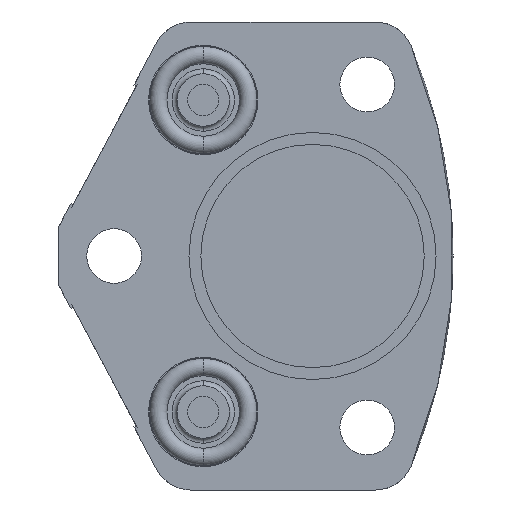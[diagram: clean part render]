
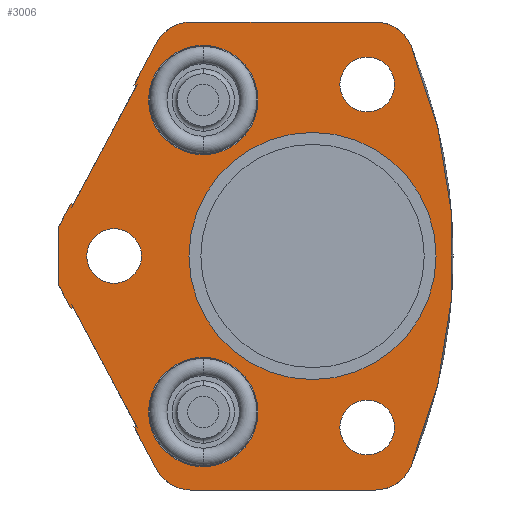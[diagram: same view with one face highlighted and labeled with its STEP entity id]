
A CAD part, front view. The second image highlights one B-rep face of the part: STEP entity #3006.
In plain terms, the highlighted planar face has unit normal (0, -1, 0).
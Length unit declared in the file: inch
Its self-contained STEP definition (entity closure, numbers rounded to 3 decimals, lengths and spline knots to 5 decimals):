
#233=CARTESIAN_POINT('',(0.,0.,0.));
#234=DIRECTION('',(0.,-1.,0.));
#235=DIRECTION('',(1.,0.,0.));
#236=AXIS2_PLACEMENT_3D('',#233,#234,#235);
#241=CARTESIAN_POINT('',(0.,0.,0.));
#242=DIRECTION('',(0.,1.,0.));
#243=DIRECTION('',(1.,0.,0.));
#244=AXIS2_PLACEMENT_3D('',#241,#242,#243);
#249=CARTESIAN_POINT('',(0.219,0.,0.687));
#250=DIRECTION('',(0.,-1.,0.));
#251=DIRECTION('',(1.,0.,0.));
#252=AXIS2_PLACEMENT_3D('',#249,#250,#251);
#257=CARTESIAN_POINT('',(0.219,0.,0.687));
#258=DIRECTION('',(0.,-1.,0.));
#259=DIRECTION('',(-1.,0.,0.));
#260=AXIS2_PLACEMENT_3D('',#257,#258,#259);
#265=CARTESIAN_POINT('',(0.219,0.,-0.687));
#266=DIRECTION('',(0.,-1.,0.));
#267=DIRECTION('',(1.,0.,0.));
#268=AXIS2_PLACEMENT_3D('',#265,#266,#267);
#273=CARTESIAN_POINT('',(0.219,0.,-0.687));
#274=DIRECTION('',(0.,-1.,0.));
#275=DIRECTION('',(-1.,0.,0.));
#276=AXIS2_PLACEMENT_3D('',#273,#274,#275);
#281=CARTESIAN_POINT('',(-0.795,0.,0.));
#282=DIRECTION('',(0.,-1.,0.));
#283=DIRECTION('',(1.,0.,0.));
#284=AXIS2_PLACEMENT_3D('',#281,#282,#283);
#289=CARTESIAN_POINT('',(-0.795,0.,0.));
#290=DIRECTION('',(0.,-1.,0.));
#291=DIRECTION('',(-1.,0.,0.));
#292=AXIS2_PLACEMENT_3D('',#289,#290,#291);
#297=DIRECTION('',(-0.469,0.,-0.883));
#298=VECTOR('',#297,0.53735);
#299=CARTESIAN_POINT('',(-0.70648,0.,0.67994));
#300=LINE('',#299,#298);
#304=DIRECTION('',(0.883,0.,-0.469));
#305=VECTOR('',#304,0.01);
#306=CARTESIAN_POINT('',(-0.71531,0.,0.68463));
#307=LINE('',#306,#305);
#311=DIRECTION('',(0.469,0.,0.883));
#312=VECTOR('',#311,0.19265);
#313=CARTESIAN_POINT('',(-0.71531,0.,0.68463));
#314=LINE('',#313,#312);
#318=DIRECTION('',(1.,0.,0.));
#319=VECTOR('',#318,0.73784);
#320=CARTESIAN_POINT('',(-0.48713,0.,0.9375));
#321=LINE('',#320,#319);
#325=CARTESIAN_POINT('',(-1.625,0.,0.));
#326=DIRECTION('',(0.,-1.,0.));
#327=DIRECTION('',(0.923,0.,-0.385));
#328=AXIS2_PLACEMENT_3D('',#325,#326,#327);
#333=DIRECTION('',(-1.,0.,0.));
#334=VECTOR('',#333,0.73784);
#335=CARTESIAN_POINT('',(0.25071,0.,-0.9375));
#336=LINE('',#335,#334);
#340=DIRECTION('',(0.469,0.,-0.883));
#341=VECTOR('',#340,0.19265);
#342=CARTESIAN_POINT('',(-0.71531,0.,-0.68463));
#343=LINE('',#342,#341);
#347=DIRECTION('',(0.883,0.,0.469));
#348=VECTOR('',#347,0.01);
#349=CARTESIAN_POINT('',(-0.71531,0.,-0.68463));
#350=LINE('',#349,#348);
#354=DIRECTION('',(0.469,0.,-0.883));
#355=VECTOR('',#354,0.53735);
#356=CARTESIAN_POINT('',(-0.95876,0.,-0.20548));
#357=LINE('',#356,#355);
#361=DIRECTION('',(0.883,0.,0.469));
#362=VECTOR('',#361,0.01);
#363=CARTESIAN_POINT('',(-0.96759,0.,-0.21018));
#364=LINE('',#363,#362);
#368=DIRECTION('',(0.469,0.,-0.883));
#369=VECTOR('',#368,0.10313);
#370=CARTESIAN_POINT('',(-1.016,0.,-0.11912));
#371=LINE('',#370,#369);
#375=DIRECTION('',(0.,0.,-1.));
#376=VECTOR('',#375,0.23825);
#377=CARTESIAN_POINT('',(-1.016,0.,0.11912));
#378=LINE('',#377,#376);
#382=DIRECTION('',(0.469,0.,0.883));
#383=VECTOR('',#382,0.10313);
#384=CARTESIAN_POINT('',(-1.016,0.,0.11912));
#385=LINE('',#384,#383);
#389=DIRECTION('',(0.883,0.,-0.469));
#390=VECTOR('',#389,0.01);
#391=CARTESIAN_POINT('',(-0.96759,0.,0.21018));
#392=LINE('',#391,#390);
#396=CARTESIAN_POINT('',(-0.438,0.,-0.625));
#397=DIRECTION('',(0.,1.,0.));
#398=DIRECTION('',(-1.,0.,0.));
#399=AXIS2_PLACEMENT_3D('',#396,#397,#398);
#404=CARTESIAN_POINT('',(-0.438,0.,-0.625));
#405=DIRECTION('',(0.,1.,0.));
#406=DIRECTION('',(1.,0.,0.));
#407=AXIS2_PLACEMENT_3D('',#404,#405,#406);
#412=CARTESIAN_POINT('',(-0.438,0.,0.625));
#413=DIRECTION('',(0.,1.,0.));
#414=DIRECTION('',(-1.,0.,0.));
#415=AXIS2_PLACEMENT_3D('',#412,#413,#414);
#420=CARTESIAN_POINT('',(-0.438,0.,0.625));
#421=DIRECTION('',(0.,1.,0.));
#422=DIRECTION('',(1.,0.,0.));
#423=AXIS2_PLACEMENT_3D('',#420,#421,#422);
#1074=CARTESIAN_POINT('',(-0.48713,0.,-0.7815));
#1075=DIRECTION('',(0.,-1.,0.));
#1076=DIRECTION('',(-0.883,0.,-0.469));
#1077=AXIS2_PLACEMENT_3D('',#1074,#1075,#1076);
#1110=CARTESIAN_POINT('',(0.25071,0.,-0.7815));
#1111=DIRECTION('',(0.,-1.,0.));
#1112=DIRECTION('',(0.,0.,-1.));
#1113=AXIS2_PLACEMENT_3D('',#1110,#1111,#1112);
#1132=CARTESIAN_POINT('',(0.25071,0.,0.7815));
#1133=DIRECTION('',(0.,-1.,0.));
#1134=DIRECTION('',(0.923,0.,0.385));
#1135=AXIS2_PLACEMENT_3D('',#1132,#1133,#1134);
#1168=CARTESIAN_POINT('',(-0.48713,0.,0.7815));
#1169=DIRECTION('',(0.,-1.,0.));
#1170=DIRECTION('',(0.,0.,1.));
#1171=AXIS2_PLACEMENT_3D('',#1168,#1169,#1170);
#2455=CARTESIAN_POINT('',(0.495,0.,0.));
#2457=VERTEX_POINT('',#2455);
#2459=CARTESIAN_POINT('',(-0.495,0.,0.));
#2461=VERTEX_POINT('',#2459);
#2462=CARTESIAN_POINT('',(-1.016,0.,0.11912));
#2463=CARTESIAN_POINT('',(-1.016,0.,-0.11912));
#2464=VERTEX_POINT('',#2462);
#2465=VERTEX_POINT('',#2463);
#2466=CARTESIAN_POINT('',(0.3285,0.,0.687));
#2467=CARTESIAN_POINT('',(0.1095,0.,0.687));
#2468=VERTEX_POINT('',#2466);
#2469=VERTEX_POINT('',#2467);
#2500=CARTESIAN_POINT('',(-0.95876,0.,-0.20548));
#2501=CARTESIAN_POINT('',(-0.70648,0.,-0.67994));
#2502=VERTEX_POINT('',#2500);
#2503=VERTEX_POINT('',#2501);
#2504=CARTESIAN_POINT('',(-0.96759,0.,-0.21018));
#2505=VERTEX_POINT('',#2504);
#2506=CARTESIAN_POINT('',(-0.71531,0.,-0.68463));
#2507=VERTEX_POINT('',#2506);
#2536=CARTESIAN_POINT('',(-0.70648,0.,0.67994));
#2537=CARTESIAN_POINT('',(-0.95876,0.,0.20548));
#2538=VERTEX_POINT('',#2536);
#2539=VERTEX_POINT('',#2537);
#2540=CARTESIAN_POINT('',(-0.71531,0.,0.68463));
#2541=VERTEX_POINT('',#2540);
#2542=CARTESIAN_POINT('',(-0.96759,0.,0.21018));
#2543=VERTEX_POINT('',#2542);
#2576=CARTESIAN_POINT('',(-0.657,0.,-0.625));
#2577=CARTESIAN_POINT('',(-0.219,0.,-0.625));
#2578=VERTEX_POINT('',#2576);
#2579=VERTEX_POINT('',#2577);
#2596=CARTESIAN_POINT('',(-0.657,0.,0.625));
#2597=CARTESIAN_POINT('',(-0.219,0.,0.625));
#2598=VERTEX_POINT('',#2596);
#2599=VERTEX_POINT('',#2597);
#2630=CARTESIAN_POINT('',(0.25071,0.,-0.9375));
#2631=CARTESIAN_POINT('',(0.39471,0.,-0.8415));
#2632=VERTEX_POINT('',#2630);
#2633=VERTEX_POINT('',#2631);
#2634=CARTESIAN_POINT('',(0.39471,0.,0.8415));
#2635=CARTESIAN_POINT('',(0.25071,0.,0.9375));
#2636=VERTEX_POINT('',#2634);
#2637=VERTEX_POINT('',#2635);
#2638=CARTESIAN_POINT('',(-0.48713,0.,0.9375));
#2639=CARTESIAN_POINT('',(-0.62487,0.,0.85474));
#2640=VERTEX_POINT('',#2638);
#2641=VERTEX_POINT('',#2639);
#2642=CARTESIAN_POINT('',(-0.62487,0.,-0.85474));
#2643=CARTESIAN_POINT('',(-0.48713,0.,-0.9375));
#2644=VERTEX_POINT('',#2642);
#2645=VERTEX_POINT('',#2643);
#2646=CARTESIAN_POINT('',(0.3285,0.,-0.687));
#2647=CARTESIAN_POINT('',(0.1095,0.,-0.687));
#2648=VERTEX_POINT('',#2646);
#2649=VERTEX_POINT('',#2647);
#2650=CARTESIAN_POINT('',(-0.6855,0.,0.));
#2651=CARTESIAN_POINT('',(-0.9045,0.,0.));
#2652=VERTEX_POINT('',#2650);
#2653=VERTEX_POINT('',#2651);
#2929=CARTESIAN_POINT('',(0.,0.,0.));
#2930=DIRECTION('',(0.,-1.,0.));
#2931=DIRECTION('',(-1.,0.,0.));
#2932=AXIS2_PLACEMENT_3D('',#2929,#2930,#2931);
#2933=PLANE('',#2932);
#2935=ORIENTED_EDGE('',*,*,#2934,.F.);
#2937=ORIENTED_EDGE('',*,*,#2936,.F.);
#2939=ORIENTED_EDGE('',*,*,#2938,.T.);
#2941=ORIENTED_EDGE('',*,*,#2940,.F.);
#2943=ORIENTED_EDGE('',*,*,#2942,.T.);
#2945=ORIENTED_EDGE('',*,*,#2944,.F.);
#2947=ORIENTED_EDGE('',*,*,#2946,.F.);
#2949=ORIENTED_EDGE('',*,*,#2948,.F.);
#2951=ORIENTED_EDGE('',*,*,#2950,.T.);
#2953=ORIENTED_EDGE('',*,*,#2952,.F.);
#2955=ORIENTED_EDGE('',*,*,#2954,.F.);
#2957=ORIENTED_EDGE('',*,*,#2956,.T.);
#2959=ORIENTED_EDGE('',*,*,#2958,.F.);
#2961=ORIENTED_EDGE('',*,*,#2960,.F.);
#2963=ORIENTED_EDGE('',*,*,#2962,.F.);
#2965=ORIENTED_EDGE('',*,*,#2964,.F.);
#2967=ORIENTED_EDGE('',*,*,#2966,.T.);
#2969=ORIENTED_EDGE('',*,*,#2968,.T.);
#2970=EDGE_LOOP('',(#2935,#2937,#2939,#2941,#2943,#2945,#2947,#2949,#2951,#2953,
#2955,#2957,#2959,#2961,#2963,#2965,#2967,#2969));
#2971=FACE_OUTER_BOUND('',#2970,.F.);
#2973=ORIENTED_EDGE('',*,*,#2972,.T.);
#2975=ORIENTED_EDGE('',*,*,#2974,.T.);
#2976=EDGE_LOOP('',(#2973,#2975));
#2977=FACE_BOUND('',#2976,.F.);
#2978=ORIENTED_EDGE('',*,*,#2909,.T.);
#2979=ORIENTED_EDGE('',*,*,#2923,.T.);
#2980=EDGE_LOOP('',(#2978,#2979));
#2981=FACE_BOUND('',#2980,.F.);
#2983=ORIENTED_EDGE('',*,*,#2982,.T.);
#2985=ORIENTED_EDGE('',*,*,#2984,.T.);
#2986=EDGE_LOOP('',(#2983,#2985));
#2987=FACE_BOUND('',#2986,.F.);
#2989=ORIENTED_EDGE('',*,*,#2988,.T.);
#2991=ORIENTED_EDGE('',*,*,#2990,.F.);
#2992=EDGE_LOOP('',(#2989,#2991));
#2993=FACE_BOUND('',#2992,.F.);
#2995=ORIENTED_EDGE('',*,*,#2994,.F.);
#2997=ORIENTED_EDGE('',*,*,#2996,.F.);
#2998=EDGE_LOOP('',(#2995,#2997));
#2999=FACE_BOUND('',#2998,.F.);
#3001=ORIENTED_EDGE('',*,*,#3000,.F.);
#3003=ORIENTED_EDGE('',*,*,#3002,.F.);
#3004=EDGE_LOOP('',(#3001,#3003));
#3005=FACE_BOUND('',#3004,.F.);
#237=CIRCLE('',#236,0.495);
#245=CIRCLE('',#244,0.495);
#253=CIRCLE('',#252,0.1095);
#261=CIRCLE('',#260,0.1095);
#269=CIRCLE('',#268,0.1095);
#277=CIRCLE('',#276,0.1095);
#285=CIRCLE('',#284,0.1095);
#293=CIRCLE('',#292,0.1095);
#329=CIRCLE('',#328,2.188);
#400=CIRCLE('',#399,0.219);
#408=CIRCLE('',#407,0.219);
#416=CIRCLE('',#415,0.219);
#424=CIRCLE('',#423,0.219);
#1078=CIRCLE('',#1077,0.156);
#1114=CIRCLE('',#1113,0.156);
#1136=CIRCLE('',#1135,0.156);
#1172=CIRCLE('',#1171,0.156);
#2909=EDGE_CURVE('',#2648,#2649,#269,.T.);
#2923=EDGE_CURVE('',#2649,#2648,#277,.T.);
#2934=EDGE_CURVE('',#2538,#2539,#300,.T.);
#2936=EDGE_CURVE('',#2541,#2538,#307,.T.);
#2938=EDGE_CURVE('',#2541,#2641,#314,.T.);
#2940=EDGE_CURVE('',#2640,#2641,#1172,.T.);
#2942=EDGE_CURVE('',#2640,#2637,#321,.T.);
#2944=EDGE_CURVE('',#2636,#2637,#1136,.T.);
#2946=EDGE_CURVE('',#2633,#2636,#329,.T.);
#2948=EDGE_CURVE('',#2632,#2633,#1114,.T.);
#2950=EDGE_CURVE('',#2632,#2645,#336,.T.);
#2952=EDGE_CURVE('',#2644,#2645,#1078,.T.);
#2954=EDGE_CURVE('',#2507,#2644,#343,.T.);
#2956=EDGE_CURVE('',#2507,#2503,#350,.T.);
#2958=EDGE_CURVE('',#2502,#2503,#357,.T.);
#2960=EDGE_CURVE('',#2505,#2502,#364,.T.);
#2962=EDGE_CURVE('',#2465,#2505,#371,.T.);
#2964=EDGE_CURVE('',#2464,#2465,#378,.T.);
#2966=EDGE_CURVE('',#2464,#2543,#385,.T.);
#2968=EDGE_CURVE('',#2543,#2539,#392,.T.);
#2972=EDGE_CURVE('',#2468,#2469,#253,.T.);
#2974=EDGE_CURVE('',#2469,#2468,#261,.T.);
#2982=EDGE_CURVE('',#2652,#2653,#285,.T.);
#2984=EDGE_CURVE('',#2653,#2652,#293,.T.);
#2988=EDGE_CURVE('',#2457,#2461,#237,.T.);
#2990=EDGE_CURVE('',#2457,#2461,#245,.T.);
#2994=EDGE_CURVE('',#2578,#2579,#400,.T.);
#2996=EDGE_CURVE('',#2579,#2578,#408,.T.);
#3000=EDGE_CURVE('',#2598,#2599,#416,.T.);
#3002=EDGE_CURVE('',#2599,#2598,#424,.T.);
#3006=ADVANCED_FACE('',(#2971,#2977,#2981,#2987,#2993,#2999,#3005),#2933,.T.);
